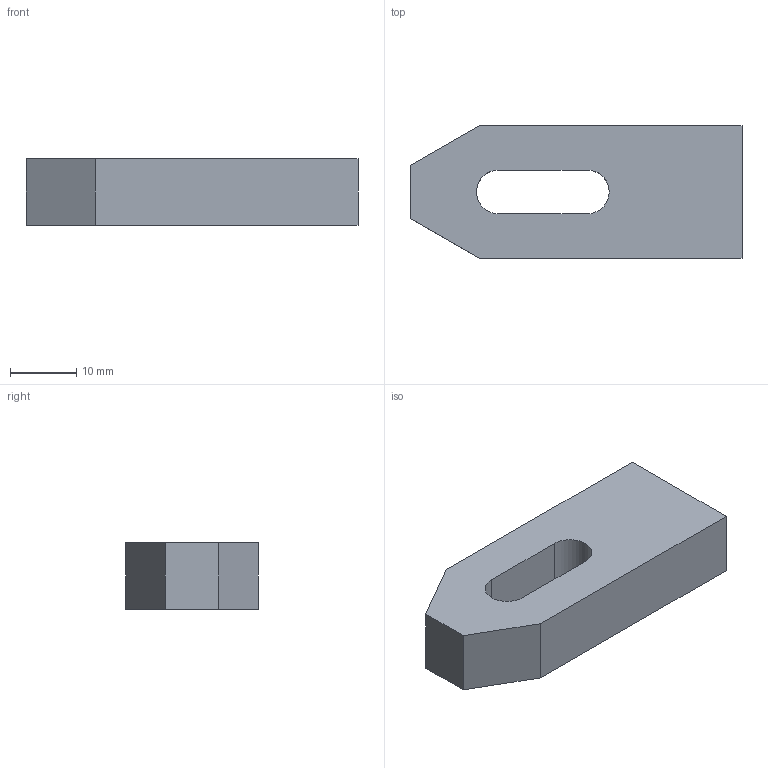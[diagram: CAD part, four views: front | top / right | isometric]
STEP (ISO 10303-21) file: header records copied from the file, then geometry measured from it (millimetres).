
FILE_DESCRIPTION(('STEP AP214'),'1');
FILE_NAME(' ',' ',('TraceParts'),('TraceParts S.A.'),'XStep 1.0',' ',' ');
FILE_SCHEMA(('automotive_design'));
Length unit declared in the file: millimetre
Products named in the file (1): 1
Bounding box: 50 x 20 x 10 mm (x, y, z)
Volume: 8149.9 mm3; surface area: 3417.5 mm2
Topology: 1 solids, 1 shells, 12 faces, 30 edges, 20 vertices
Faces by surface type: plane 10, cylinder 2
Entity records: 732 total; most frequent: STYLED_ITEM 63, PRESENTATION_STYLE_ASSIGNMENT 63, CARTESIAN_POINT 63, COLOUR_RGB 63, DIRECTION 60, ORIENTED_EDGE 60, EDGE_CURVE 30, CURVE_STYLE 30
